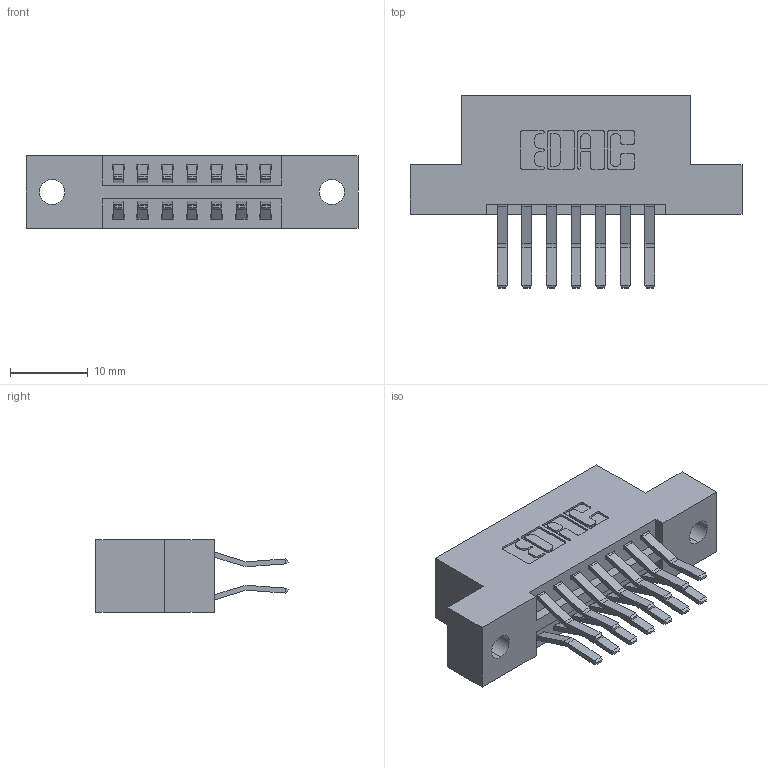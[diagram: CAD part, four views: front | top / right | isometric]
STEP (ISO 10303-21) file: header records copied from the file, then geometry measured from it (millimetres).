
FILE_DESCRIPTION (( 'STEP AP203' ), '1' );
FILE_NAME ('396-014-560-202.STEP', '2018-08-31T11:24:56', ( '' ), ( '' ), 'SwSTEP 2.0', 'SolidWorks 2016', '' );
FILE_SCHEMA (( 'CONFIG_CONTROL_DESIGN' ));
Length unit declared in the file: inch
Products named in the file (3): 345-292-001_560 Tail; 396-014-560-202; 346 Part_Flush Mounting Lugs - 0.128 Dia
Assembly tree (15 placements, depth 2):
  396-014-560-202
    346 Part_Flush Mounting Lugs - 0.128 Dia
    345-292-001_560 Tail  x14
Bounding box: 42.8 x 24.78 x 9.4 mm (x, y, z)
Volume: 3956.7 mm3; surface area: 4864.2 mm2
Topology: 15 solids, 15 shells, 878 faces, 2583 edges, 1702 vertices
Faces by surface type: plane 566, cylinder 312
Entity records: 9371 total; most frequent: CARTESIAN_POINT 1592, ORIENTED_EDGE 1526, DIRECTION 1459, EDGE_CURVE 763, VECTOR 599, LINE 599, VERTEX_POINT 506, AXIS2_PLACEMENT_3D 430
